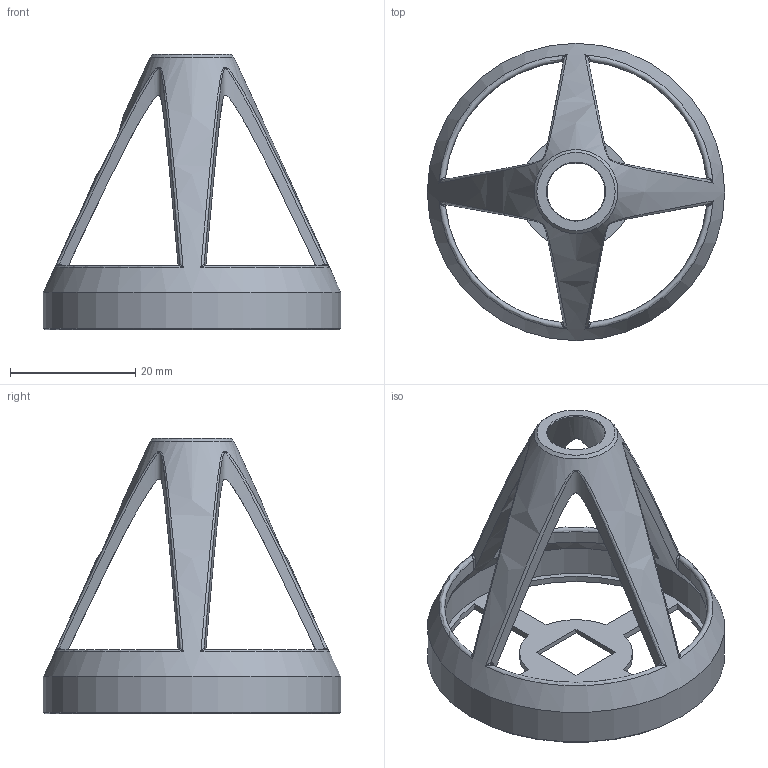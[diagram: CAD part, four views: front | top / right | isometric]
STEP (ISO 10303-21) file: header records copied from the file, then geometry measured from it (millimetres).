
FILE_DESCRIPTION(('STEP AP203'), '1');
FILE_NAME('StickHolder', '', ('UNSPECIFIED'), ('UNSPECIFIED'), 'C3D Converter', 'C3D Toolkit', '');
FILE_SCHEMA(('CONFIG_CONTROL_DESIGN'));
Length unit declared in the file: millimetre
Bounding box: 47.5 x 47.5 x 44 mm (x, y, z)
Volume: 5085.2 mm3; surface area: 7171 mm2
Topology: 1 solids, 1 shells, 74 faces, 188 edges, 109 vertices
Faces by surface type: cylinder 21, bspline 20, plane 19, cone 6, extrusion 4, torus 4
Full cylindrical faces by diameter (mm): 47.5 x1
Entity records: 6055 total; most frequent: CARTESIAN_POINT 3843, ORIENTED_EDGE 346, DIRECTION 264, EDGE_CURVE 173, VERTEX_POINT 109, EDGE_LOOP 100, AXIS2_PLACEMENT_3D 96, FACE_BOUND 86
